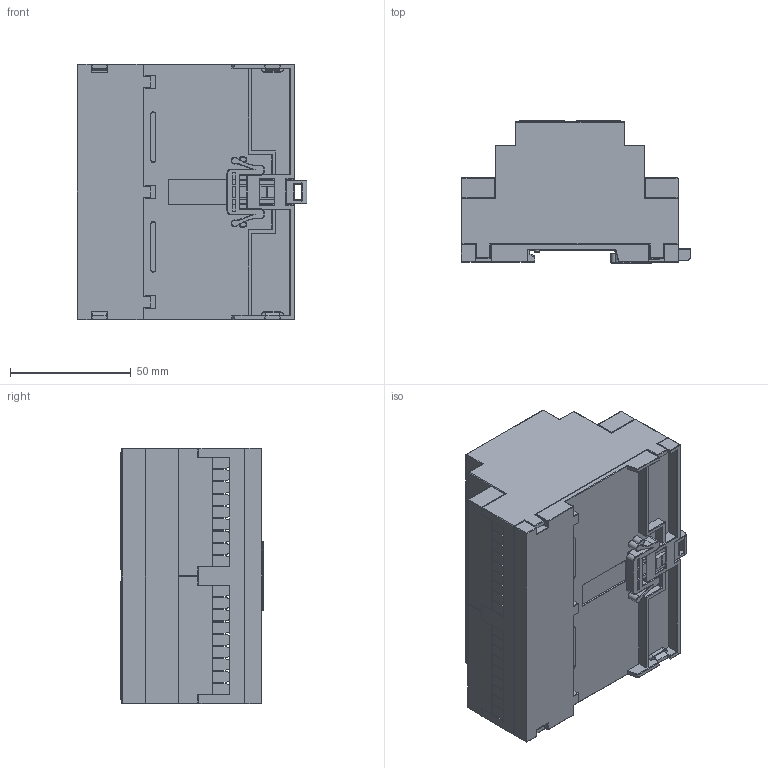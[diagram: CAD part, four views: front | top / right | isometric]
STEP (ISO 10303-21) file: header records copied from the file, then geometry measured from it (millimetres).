
FILE_DESCRIPTION(/* description */ (''),/* implementation_level */ '2;1');
FILE_NAME(/* name */ 'D4MG.stp',/* time_stamp */ '2022-11-17T23:52:32+05:00',/* author */ ('Vlad'),/* organization */ (''),/* preprocessor_version */ 'ST-DEVELOPER v15.6',/* originating_system */ 'Autodesk Inventor 2015',/* authorisation */ '');
FILE_SCHEMA (('AUTOMOTIVE_DESIGN { 1 0 10303 214 3 1 1 }'));
Length unit declared in the file: millimetre
Products named in the file (6): D6MG корпус; D6MG заглушка; D6MG крепёж; D6MG крышка; D6MG основание; D4MG
Assembly tree (8 placements, depth 2):
  D4MG
    D6MG корпус
    D6MG заглушка  x4
    D6MG крепёж
    D6MG крышка
    D6MG основание
Bounding box: 95.2 x 59 x 106 mm (x, y, z)
Volume: 85928.2 mm3; surface area: 99700.5 mm2
Topology: 8 solids, 8 shells, 2040 faces, 5610 edges, 3484 vertices
Faces by surface type: plane 1050, cylinder 786, torus 102, sphere 70, bspline 32
Full cylindrical faces by diameter (mm): 1.5 x4, 3.2 x2, 4.2 x36
Entity records: 39058 total; most frequent: CARTESIAN_POINT 7681, DIRECTION 6633, ORIENTED_EDGE 6518, EDGE_CURVE 3247, LINE 2255, VECTOR 2255, AXIS2_PLACEMENT_3D 2189, VERTEX_POINT 2002
